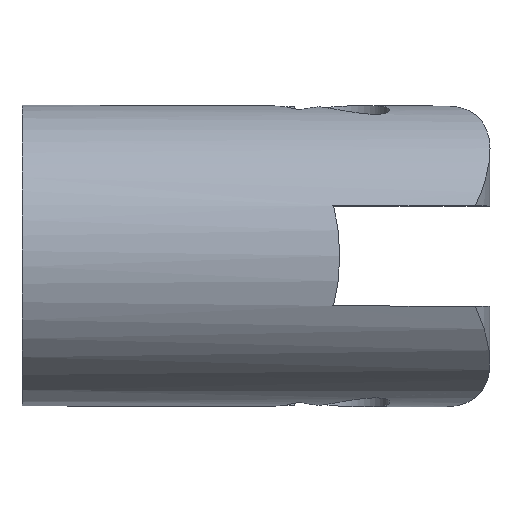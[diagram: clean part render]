
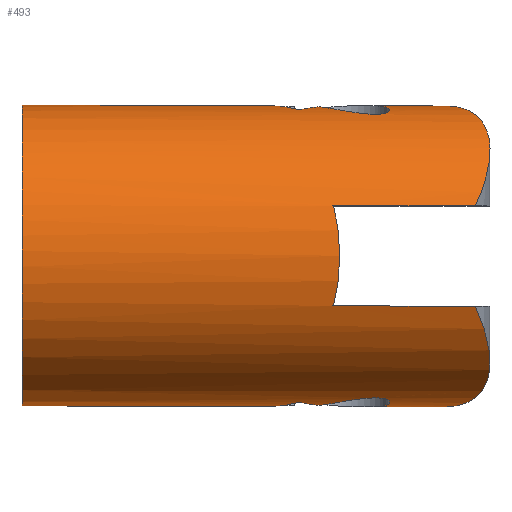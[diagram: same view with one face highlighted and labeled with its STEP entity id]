
A CAD part, top view. The second image highlights one B-rep face of the part: STEP entity #493.
In plain terms, the highlighted cylindrical face has radius 7.5 mm (diameter 15 mm), a partial arc.
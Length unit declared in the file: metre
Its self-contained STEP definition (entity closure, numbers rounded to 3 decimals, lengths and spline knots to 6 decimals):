
#12=ELLIPSE('',#517,0.021275,0.0075);
#14=ELLIPSE('',#528,0.021275,0.0075);
#16=ELLIPSE('',#535,0.010607,0.0075);
#21=B_SPLINE_CURVE_WITH_KNOTS('',3,(#735,#736,#737,#738),.UNSPECIFIED.,
 .F.,.F.,(4,4),(0.,0.00177),.UNSPECIFIED.);
#24=B_SPLINE_CURVE_WITH_KNOTS('',3,(#758,#759,#760,#761,#762,#763,#764),
 .UNSPECIFIED.,.F.,.F.,(4,1,1,1,4),(0.,0.001743,0.003486,
0.005229,0.006972),.UNSPECIFIED.);
#26=B_SPLINE_CURVE_WITH_KNOTS('',3,(#781,#782,#783,#784,#785,#786,#787),
 .UNSPECIFIED.,.F.,.F.,(4,1,1,1,4),(0.,0.002672,0.005344,
0.008016,0.010687),.UNSPECIFIED.);
#28=B_SPLINE_CURVE_WITH_KNOTS('',3,(#802,#803,#804,#805),.UNSPECIFIED.,
 .F.,.F.,(4,4),(0.,0.001769),.UNSPECIFIED.);
#31=B_SPLINE_CURVE_WITH_KNOTS('',3,(#832,#833,#834,#835,#836,#837,#838),
 .UNSPECIFIED.,.F.,.F.,(4,1,1,1,4),(0.,0.001743,0.003486,
0.005229,0.006972),.UNSPECIFIED.);
#33=B_SPLINE_CURVE_WITH_KNOTS('',3,(#866,#867,#868,#869,#870,#871,#872),
 .UNSPECIFIED.,.F.,.F.,(4,1,1,1,4),(0.,0.002678,
0.005356,0.008035,0.010713),
 .UNSPECIFIED.);
#45=CYLINDRICAL_SURFACE('',#560,0.0075);
#47=LINE('',#710,#77);
#49=LINE('',#719,#79);
#68=LINE('',#880,#98);
#70=LINE('',#883,#100);
#74=LINE('',#905,#104);
#75=LINE('',#907,#105);
#77=VECTOR('',#570,1.);
#79=VECTOR('',#578,1.);
#98=VECTOR('',#657,1.);
#100=VECTOR('',#661,1.);
#104=VECTOR('',#689,1.);
#105=VECTOR('',#692,1.);
#232=ORIENTED_EDGE('',*,*,#307,.F.);
#233=ORIENTED_EDGE('',*,*,#294,.F.);
#234=ORIENTED_EDGE('',*,*,#305,.F.);
#235=ORIENTED_EDGE('',*,*,#261,.F.);
#236=ORIENTED_EDGE('',*,*,#263,.F.);
#237=ORIENTED_EDGE('',*,*,#267,.F.);
#238=ORIENTED_EDGE('',*,*,#255,.F.);
#239=ORIENTED_EDGE('',*,*,#273,.F.);
#240=ORIENTED_EDGE('',*,*,#316,.F.);
#241=ORIENTED_EDGE('',*,*,#313,.F.);
#242=ORIENTED_EDGE('',*,*,#317,.F.);
#243=ORIENTED_EDGE('',*,*,#300,.F.);
#244=ORIENTED_EDGE('',*,*,#251,.F.);
#245=ORIENTED_EDGE('',*,*,#289,.F.);
#246=ORIENTED_EDGE('',*,*,#282,.F.);
#247=ORIENTED_EDGE('',*,*,#279,.F.);
#251=EDGE_CURVE('',#322,#320,#47,.T.);
#255=EDGE_CURVE('',#326,#324,#49,.F.);
#261=EDGE_CURVE('',#332,#327,#21,.T.);
#263=EDGE_CURVE('',#333,#332,#12,.T.);
#267=EDGE_CURVE('',#324,#333,#24,.T.);
#273=EDGE_CURVE('',#340,#326,#26,.T.);
#279=EDGE_CURVE('',#344,#345,#28,.T.);
#282=EDGE_CURVE('',#345,#347,#14,.T.);
#289=EDGE_CURVE('',#347,#322,#31,.T.);
#294=EDGE_CURVE('',#356,#357,#16,.T.);
#300=EDGE_CURVE('',#320,#360,#33,.T.);
#305=EDGE_CURVE('',#327,#356,#68,.F.);
#307=EDGE_CURVE('',#357,#344,#70,.T.);
#313=EDGE_CURVE('',#365,#366,#385,.F.);
#316=EDGE_CURVE('',#366,#340,#74,.T.);
#317=EDGE_CURVE('',#360,#365,#75,.T.);
#320=VERTEX_POINT('',#705);
#322=VERTEX_POINT('',#709);
#324=VERTEX_POINT('',#714);
#326=VERTEX_POINT('',#718);
#327=VERTEX_POINT('',#722);
#332=VERTEX_POINT('',#734);
#333=VERTEX_POINT('',#741);
#340=VERTEX_POINT('',#780);
#344=VERTEX_POINT('',#801);
#345=VERTEX_POINT('',#806);
#347=VERTEX_POINT('',#812);
#356=VERTEX_POINT('',#848);
#357=VERTEX_POINT('',#850);
#360=VERTEX_POINT('',#873);
#365=VERTEX_POINT('',#900);
#366=VERTEX_POINT('',#901);
#385=CIRCLE('',#554,0.0075);
#418=EDGE_LOOP('',(#232,#233,#234,#235,#236,#237,#238,#239,#240,#241,#242,
#243,#244,#245,#246,#247));
#451=FACE_BOUND('',#418,.T.);
#493=ADVANCED_FACE('',(#451),#45,.T.);
#517=AXIS2_PLACEMENT_3D('',#743,#590,#591);
#528=AXIS2_PLACEMENT_3D('',#811,#618,#619);
#535=AXIS2_PLACEMENT_3D('',#849,#636,#637);
#554=AXIS2_PLACEMENT_3D('',#899,#683,#684);
#560=AXIS2_PLACEMENT_3D('',#911,#699,#700);
#570=DIRECTION('',(0.707,0.,-0.707));
#578=DIRECTION('',(0.707,0.,-0.707));
#590=DIRECTION('',(-0.911,0.,-0.412));
#591=DIRECTION('',(0.412,0.,-0.911));
#618=DIRECTION('',(-0.911,0.,-0.412));
#619=DIRECTION('',(-0.412,0.,0.911));
#636=DIRECTION('',(-1.,0.,0.));
#637=DIRECTION('',(0.,0.,1.));
#657=DIRECTION('',(0.707,0.,-0.707));
#661=DIRECTION('',(0.707,0.,-0.707));
#683=DIRECTION('',(-0.707,0.,0.707));
#684=DIRECTION('',(0.707,0.,0.707));
#689=DIRECTION('',(0.707,0.,-0.707));
#692=DIRECTION('',(-0.707,0.,0.707));
#699=DIRECTION('',(-0.707,0.,0.707));
#700=DIRECTION('',(0.707,0.,0.707));
#705=CARTESIAN_POINT('',(0.137054,0.063,-0.034236));
#709=CARTESIAN_POINT('',(0.133518,0.063,-0.0307));
#710=CARTESIAN_POINT('',(0.13181,0.063,-0.028992));
#714=CARTESIAN_POINT('',(0.133518,0.048,-0.0307));
#718=CARTESIAN_POINT('',(0.137054,0.048,-0.034236));
#719=CARTESIAN_POINT('',(0.124924,0.048,-0.022106));
#722=CARTESIAN_POINT('',(0.128285,0.048,-0.025467));
#734=CARTESIAN_POINT('',(0.129729,0.048202,-0.024468));
#735=CARTESIAN_POINT('',(0.129729,0.048202,-0.024468));
#736=CARTESIAN_POINT('',(0.129198,0.048072,-0.024708));
#737=CARTESIAN_POINT('',(0.128708,0.048,-0.025044));
#738=CARTESIAN_POINT('',(0.128285,0.048,-0.025467));
#741=CARTESIAN_POINT('',(0.13072,0.048052,-0.026655));
#743=CARTESIAN_POINT('',(0.131751,0.0555,-0.028933));
#758=CARTESIAN_POINT('',(0.133518,0.048,-0.0307));
#759=CARTESIAN_POINT('',(0.133935,0.048,-0.030283));
#760=CARTESIAN_POINT('',(0.134445,0.048157,-0.029173));
#761=CARTESIAN_POINT('',(0.133985,0.048493,-0.027394));
#762=CARTESIAN_POINT('',(0.132461,0.048361,-0.026319));
#763=CARTESIAN_POINT('',(0.131253,0.048117,-0.026413));
#764=CARTESIAN_POINT('',(0.13072,0.048052,-0.026655));
#780=CARTESIAN_POINT('',(0.138519,0.053,-0.025701));
#781=CARTESIAN_POINT('',(0.138519,0.053,-0.025701));
#782=CARTESIAN_POINT('',(0.138801,0.052382,-0.026293));
#783=CARTESIAN_POINT('',(0.139219,0.051194,-0.027555));
#784=CARTESIAN_POINT('',(0.139325,0.049577,-0.029736));
#785=CARTESIAN_POINT('',(0.138708,0.048339,-0.032103));
#786=CARTESIAN_POINT('',(0.137696,0.048,-0.033594));
#787=CARTESIAN_POINT('',(0.137054,0.048,-0.034236));
#801=CARTESIAN_POINT('',(0.128285,0.063,-0.025467));
#802=CARTESIAN_POINT('',(0.128285,0.063,-0.025467));
#803=CARTESIAN_POINT('',(0.128708,0.063,-0.025044));
#804=CARTESIAN_POINT('',(0.129197,0.062928,-0.024708));
#805=CARTESIAN_POINT('',(0.129729,0.062798,-0.024468));
#806=CARTESIAN_POINT('',(0.129729,0.062798,-0.024468));
#811=CARTESIAN_POINT('',(0.131751,0.0555,-0.028933));
#812=CARTESIAN_POINT('',(0.13072,0.062948,-0.026655));
#832=CARTESIAN_POINT('',(0.13072,0.062948,-0.026655));
#833=CARTESIAN_POINT('',(0.131254,0.062883,-0.026413));
#834=CARTESIAN_POINT('',(0.132458,0.06264,-0.026319));
#835=CARTESIAN_POINT('',(0.133984,0.062507,-0.027391));
#836=CARTESIAN_POINT('',(0.134445,0.062843,-0.029173));
#837=CARTESIAN_POINT('',(0.133935,0.063,-0.030283));
#838=CARTESIAN_POINT('',(0.133518,0.063,-0.0307));
#848=CARTESIAN_POINT('',(0.1159,0.048,-0.013082));
#849=CARTESIAN_POINT('',(0.1159,0.0555,-0.013082));
#850=CARTESIAN_POINT('',(0.1159,0.063,-0.013082));
#866=CARTESIAN_POINT('',(0.137054,0.063,-0.034236));
#867=CARTESIAN_POINT('',(0.137696,0.063,-0.033594));
#868=CARTESIAN_POINT('',(0.138709,0.062661,-0.032101));
#869=CARTESIAN_POINT('',(0.139325,0.061422,-0.029733));
#870=CARTESIAN_POINT('',(0.139218,0.059805,-0.027553));
#871=CARTESIAN_POINT('',(0.138801,0.058618,-0.026293));
#872=CARTESIAN_POINT('',(0.138519,0.058,-0.025701));
#873=CARTESIAN_POINT('',(0.138519,0.058,-0.025701));
#880=CARTESIAN_POINT('',(0.124924,0.048,-0.022106));
#883=CARTESIAN_POINT('',(0.13181,0.063,-0.028992));
#899=CARTESIAN_POINT('',(0.126447,0.0555,-0.023629));
#900=CARTESIAN_POINT('',(0.131447,0.058,-0.018629));
#901=CARTESIAN_POINT('',(0.131447,0.053,-0.018629));
#905=CARTESIAN_POINT('',(0.131447,0.053,-0.018629));
#907=CARTESIAN_POINT('',(0.138519,0.058,-0.025701));
#911=CARTESIAN_POINT('',(0.124924,0.0555,-0.022106));
